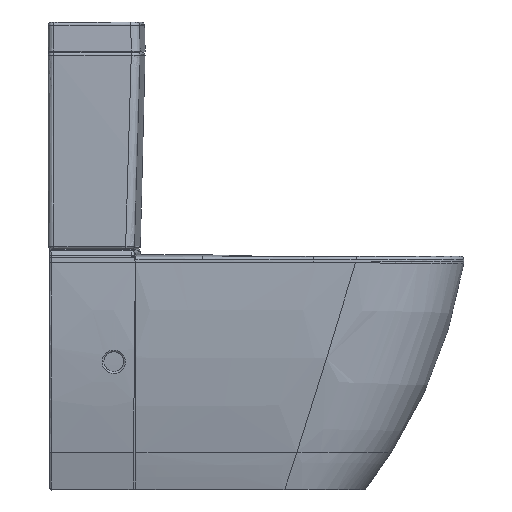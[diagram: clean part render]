
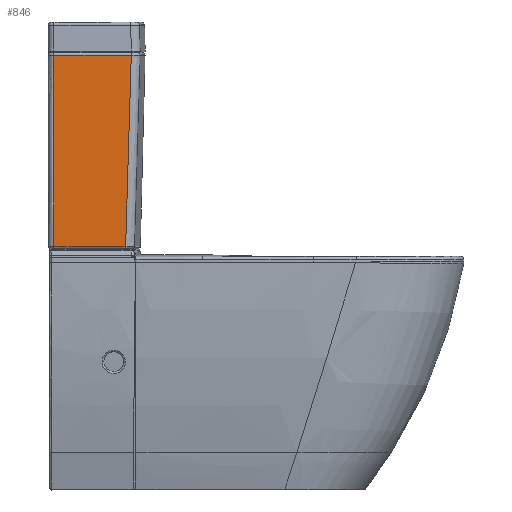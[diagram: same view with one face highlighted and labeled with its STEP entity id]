
A CAD part, left-side view. The second image highlights one B-rep face of the part: STEP entity #846.
In plain terms, the highlighted free-form (B-spline) face has degree [3, 3] with [8, 6] control points.
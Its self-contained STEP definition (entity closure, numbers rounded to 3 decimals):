
#281=B_SPLINE_SURFACE_WITH_KNOTS('',3,3,((#44134,#44135,#44136,#44137,#44138,
#44139),(#44140,#44141,#44142,#44143,#44144,#44145),(#44146,#44147,#44148,
#44149,#44150,#44151),(#44152,#44153,#44154,#44155,#44156,#44157),(#44158,
#44159,#44160,#44161,#44162,#44163),(#44164,#44165,#44166,#44167,#44168,
#44169),(#44170,#44171,#44172,#44173,#44174,#44175),(#44176,#44177,#44178,
#44179,#44180,#44181)),.UNSPECIFIED.,.F.,.F.,.F.,(4,1,3,4),(4,1,1,4),(0.,
0.474,0.948,1.),(0.,0.5,0.849,1.),
 .UNSPECIFIED.);
#846=ADVANCED_FACE('',(#1194),#281,.T.);
#1194=FACE_OUTER_BOUND('',#1523,.T.);
#1523=EDGE_LOOP('',(#2990,#2991,#2992,#2993));
#2990=ORIENTED_EDGE('',*,*,#4509,.T.);
#2991=ORIENTED_EDGE('',*,*,#4516,.T.);
#2992=ORIENTED_EDGE('',*,*,#4517,.T.);
#2993=ORIENTED_EDGE('',*,*,#4513,.T.);
#3715=VERTEX_POINT('',#43636);
#3727=VERTEX_POINT('',#43923);
#3728=VERTEX_POINT('',#43952);
#3730=VERTEX_POINT('',#44115);
#4509=EDGE_CURVE('',#3728,#3727,#5194,.T.);
#4513=EDGE_CURVE('',#3715,#3728,#5197,.T.);
#4516=EDGE_CURVE('',#3727,#3730,#5200,.T.);
#4517=EDGE_CURVE('',#3730,#3715,#5201,.T.);
#5194=B_SPLINE_CURVE_WITH_KNOTS('',3,(#43924,#43925,#43926,#43927,#43928,
#43929,#43930,#43931,#43932,#43933,#43934,#43935,#43936,#43937,#43938,#43939,
#43940,#43941,#43942,#43943,#43944,#43945,#43946,#43947,#43948,#43949,#43950,
#43951),.UNSPECIFIED.,.F.,.F.,(4,2,2,2,1,1,2,2,2,2,2,1,1,2,2,4),(0.,0.5,
0.504,0.508,0.516,0.531,
0.562,0.625,0.75,0.754,0.758,
0.766,0.781,0.812,0.875,
1.),.UNSPECIFIED.);
#5197=B_SPLINE_CURVE_WITH_KNOTS('',3,(#44015,#44016,#44017,#44018,#44019,
#44020),.UNSPECIFIED.,.F.,.F.,(4,2,4),(0.,0.5,1.),
 .UNSPECIFIED.);
#5200=B_SPLINE_CURVE_WITH_KNOTS('',3,(#44105,#44106,#44107,#44108,#44109,
#44110,#44111,#44112,#44113,#44114),.UNSPECIFIED.,.F.,.F.,(4,3,3,4),(0.,
0.075,0.377,1.),.UNSPECIFIED.);
#5201=B_SPLINE_CURVE_WITH_KNOTS('',3,(#44116,#44117,#44118,#44119,#44120,
#44121,#44122,#44123,#44124,#44125,#44126,#44127,#44128,#44129,#44130,#44131,
#44132,#44133),.UNSPECIFIED.,.F.,.F.,(4,2,2,2,1,1,1,2,2,1,4),(0.,0.25,
0.375,0.437,0.469,0.484,
0.492,0.494,0.496,0.5,
1.),.UNSPECIFIED.);
#43636=CARTESIAN_POINT('',(-184.314,-7.433,4.796));
#43923=CARTESIAN_POINT('',(-191.577,-140.076,332.011));
#43924=CARTESIAN_POINT('',(-185.104,-130.416,4.793));
#43925=CARTESIAN_POINT('',(-187.587,-132.164,64.526));
#43926=CARTESIAN_POINT('',(-189.148,-133.769,119.077));
#43927=CARTESIAN_POINT('',(-190.132,-135.237,168.808));
#43928=CARTESIAN_POINT('',(-190.139,-135.248,169.193));
#43929=CARTESIAN_POINT('',(-190.155,-135.271,169.963));
#43930=CARTESIAN_POINT('',(-190.164,-135.285,170.429));
#43931=CARTESIAN_POINT('',(-190.19,-135.324,171.777));
#43932=CARTESIAN_POINT('',(-190.242,-135.404,174.469));
#43933=CARTESIAN_POINT('',(-190.359,-135.589,180.718));
#43934=CARTESIAN_POINT('',(-190.453,-135.745,186.02));
#43935=CARTESIAN_POINT('',(-190.632,-136.057,196.555));
#43936=CARTESIAN_POINT('',(-190.739,-136.262,203.482));
#43937=CARTESIAN_POINT('',(-191.031,-136.868,223.98));
#43938=CARTESIAN_POINT('',(-191.182,-137.261,237.265));
#43939=CARTESIAN_POINT('',(-191.301,-137.656,250.573));
#43940=CARTESIAN_POINT('',(-191.304,-137.668,250.976));
#43941=CARTESIAN_POINT('',(-191.311,-137.692,251.781));
#43942=CARTESIAN_POINT('',(-191.314,-137.703,252.152));
#43943=CARTESIAN_POINT('',(-191.326,-137.743,253.51));
#43944=CARTESIAN_POINT('',(-191.349,-137.823,256.223));
#43945=CARTESIAN_POINT('',(-191.398,-138.01,262.517));
#43946=CARTESIAN_POINT('',(-191.434,-138.169,267.851));
#43947=CARTESIAN_POINT('',(-191.499,-138.483,278.439));
#43948=CARTESIAN_POINT('',(-191.531,-138.69,285.39));
#43949=CARTESIAN_POINT('',(-191.598,-139.3,305.923));
#43950=CARTESIAN_POINT('',(-191.604,-139.694,319.182));
#43951=CARTESIAN_POINT('',(-191.577,-140.076,332.011));
#43952=CARTESIAN_POINT('',(-185.104,-130.416,4.793));
#44015=CARTESIAN_POINT('',(-184.314,-7.433,4.796));
#44016=CARTESIAN_POINT('',(-184.472,-27.93,4.795));
#44017=CARTESIAN_POINT('',(-184.617,-48.427,4.794));
#44018=CARTESIAN_POINT('',(-184.88,-89.422,4.794));
#44019=CARTESIAN_POINT('',(-184.999,-109.919,4.793));
#44020=CARTESIAN_POINT('',(-185.104,-130.416,4.793));
#44105=CARTESIAN_POINT('',(-191.577,-140.076,332.011));
#44106=CARTESIAN_POINT('',(-191.562,-136.743,332.011));
#44107=CARTESIAN_POINT('',(-191.547,-133.409,332.011));
#44108=CARTESIAN_POINT('',(-191.53,-130.076,332.011));
#44109=CARTESIAN_POINT('',(-191.464,-116.743,332.01));
#44110=CARTESIAN_POINT('',(-191.385,-103.41,332.01));
#44111=CARTESIAN_POINT('',(-191.291,-90.077,332.01));
#44112=CARTESIAN_POINT('',(-191.097,-62.516,332.011));
#44113=CARTESIAN_POINT('',(-190.843,-34.956,332.012));
#44114=CARTESIAN_POINT('',(-190.529,-7.397,332.014));
#44115=CARTESIAN_POINT('',(-190.529,-7.397,332.014));
#44116=CARTESIAN_POINT('',(-190.529,-7.397,332.014));
#44117=CARTESIAN_POINT('',(-190.598,-7.401,307.879));
#44118=CARTESIAN_POINT('',(-190.556,-7.405,282.14));
#44119=CARTESIAN_POINT('',(-190.25,-7.411,241.128));
#44120=CARTESIAN_POINT('',(-190.108,-7.412,227.057));
#44121=CARTESIAN_POINT('',(-189.824,-7.415,205.349));
#44122=CARTESIAN_POINT('',(-189.717,-7.416,198.014));
#44123=CARTESIAN_POINT('',(-189.539,-7.417,186.86));
#44124=CARTESIAN_POINT('',(-189.445,-7.417,181.245));
#44125=CARTESIAN_POINT('',(-189.326,-7.418,174.63));
#44126=CARTESIAN_POINT('',(-189.269,-7.419,171.543));
#44127=CARTESIAN_POINT('',(-189.247,-7.419,170.353));
#44128=CARTESIAN_POINT('',(-189.238,-7.419,169.877));
#44129=CARTESIAN_POINT('',(-189.234,-7.419,169.683));
#44130=CARTESIAN_POINT('',(-189.223,-7.419,169.105));
#44131=CARTESIAN_POINT('',(-188.283,-7.424,119.378));
#44132=CARTESIAN_POINT('',(-186.752,-7.429,64.432));
#44133=CARTESIAN_POINT('',(-184.314,-7.433,4.796));
#44134=CARTESIAN_POINT('',(-180.077,107.102,678.638));
#44135=CARTESIAN_POINT('',(-181.566,72.234,678.632));
#44136=CARTESIAN_POINT('',(-184.094,13.011,678.62));
#44137=CARTESIAN_POINT('',(-185.201,-56.754,678.607));
#44138=CARTESIAN_POINT('',(-185.222,-91.638,678.6));
#44139=CARTESIAN_POINT('',(-185.2,-102.156,678.598));
#44140=CARTESIAN_POINT('',(-183.108,152.88,563.394));
#44141=CARTESIAN_POINT('',(-184.592,102.753,563.39));
#44142=CARTESIAN_POINT('',(-187.112,17.611,563.383));
#44143=CARTESIAN_POINT('',(-188.251,-82.67,563.374));
#44144=CARTESIAN_POINT('',(-188.294,-132.813,563.37));
#44145=CARTESIAN_POINT('',(-188.28,-147.931,563.368));
#44146=CARTESIAN_POINT('',(-189.169,244.437,332.905));
#44147=CARTESIAN_POINT('',(-190.644,163.79,332.906));
#44148=CARTESIAN_POINT('',(-193.147,26.812,332.907));
#44149=CARTESIAN_POINT('',(-194.351,-134.503,332.908));
#44150=CARTESIAN_POINT('',(-194.44,-215.163,332.908));
#44151=CARTESIAN_POINT('',(-194.44,-239.482,332.908));
#44152=CARTESIAN_POINT('',(-184.564,335.987,102.389));
#44153=CARTESIAN_POINT('',(-186.029,224.823,102.392));
#44154=CARTESIAN_POINT('',(-188.516,36.011,102.398));
#44155=CARTESIAN_POINT('',(-189.785,-186.333,102.404));
#44156=CARTESIAN_POINT('',(-189.919,-297.506,102.408));
#44157=CARTESIAN_POINT('',(-189.933,-331.026,102.409));
#44158=CARTESIAN_POINT('',(-179.597,381.715,-12.74));
#44159=CARTESIAN_POINT('',(-181.057,255.308,-12.74));
#44160=CARTESIAN_POINT('',(-183.537,40.606,-12.74));
#44161=CARTESIAN_POINT('',(-184.837,-212.221,-12.74));
#44162=CARTESIAN_POINT('',(-184.994,-338.636,-12.74));
#44163=CARTESIAN_POINT('',(-185.015,-376.751,-12.74));
#44164=CARTESIAN_POINT('',(-179.055,386.713,-25.323));
#44165=CARTESIAN_POINT('',(-180.514,258.64,-25.324));
#44166=CARTESIAN_POINT('',(-182.992,41.109,-25.324));
#44167=CARTESIAN_POINT('',(-184.297,-215.05,-25.325));
#44168=CARTESIAN_POINT('',(-184.456,-343.131,-25.326));
#44169=CARTESIAN_POINT('',(-184.478,-381.749,-25.326));
#44170=CARTESIAN_POINT('',(-178.512,391.711,-37.907));
#44171=CARTESIAN_POINT('',(-179.97,261.972,-37.908));
#44172=CARTESIAN_POINT('',(-182.448,41.611,-37.909));
#44173=CARTESIAN_POINT('',(-183.756,-217.88,-37.91));
#44174=CARTESIAN_POINT('',(-183.917,-347.627,-37.911));
#44175=CARTESIAN_POINT('',(-183.94,-386.746,-37.911));
#44176=CARTESIAN_POINT('',(-177.969,396.709,-50.49));
#44177=CARTESIAN_POINT('',(-179.427,265.304,-50.491));
#44178=CARTESIAN_POINT('',(-181.904,42.113,-50.493));
#44179=CARTESIAN_POINT('',(-183.215,-220.709,-50.495));
#44180=CARTESIAN_POINT('',(-183.379,-352.122,-50.496));
#44181=CARTESIAN_POINT('',(-183.403,-391.744,-50.497));
